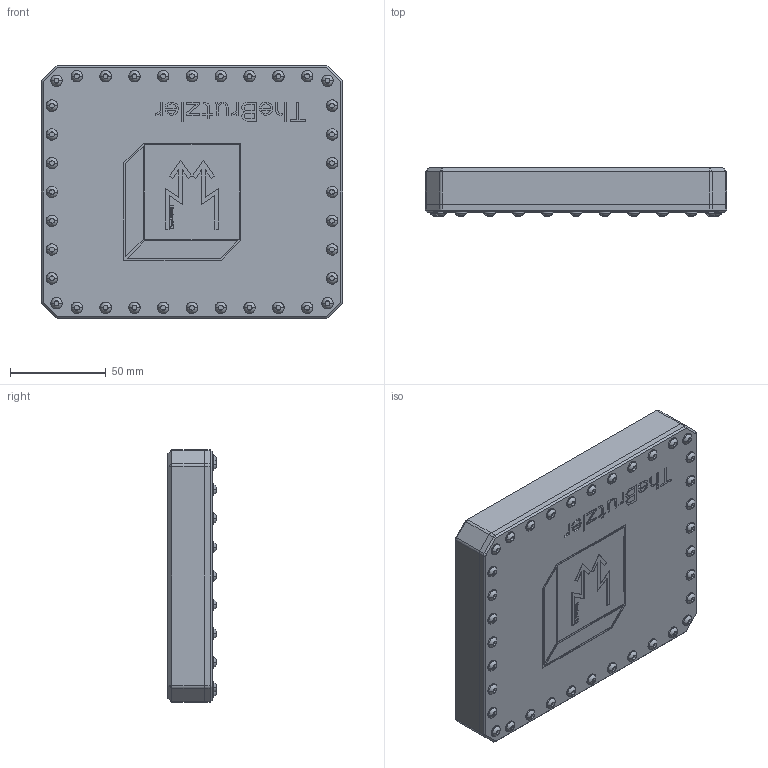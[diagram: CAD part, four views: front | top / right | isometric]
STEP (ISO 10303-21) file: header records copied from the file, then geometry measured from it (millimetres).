
FILE_DESCRIPTION((''),'2;1');
FILE_NAME('BG_NAVI_ASM','2021-10-29T19:52:22',(''),(''),'','','');
FILE_SCHEMA(('CONFIG_CONTROL_DESIGN'));
Products named in the file (8): NAVI_20; PLEXIGLASS; GEHAEUSE; DECKEL; DICHTUNG; ISO7380-1-M3X10-8_8; DINENISO7092-3; BG_NAVI_ASM
Assembly tree (77 placements, depth 2):
  BG_NAVI_ASM
    NAVI_20
    PLEXIGLASS
    GEHAEUSE
    DECKEL
    DICHTUNG
    ISO7380-1-M3X10-8_8  x36
    DINENISO7092-3  x36
Bounding box: 156.95 x 25.15 x 131.7 mm (x, y, z)
Volume: 208485.4 mm3; surface area: 196918.8 mm2
Topology: 76 solids, 708 shells, 5067 faces, 17545 edges, 13221 vertices
Faces by surface type: plane 3818, cylinder 994, sphere 90, cone 88, bspline 45, torus 32
Entity records: 165834 total; most frequent: CARTESIAN_POINT 36183, DIRECTION 26232, ORIENTED_EDGE 22837, EDGE_CURVE 15629, VECTOR 12886, LINE 12886, VERTEX_POINT 11961, AXIS2_PLACEMENT_3D 6673
